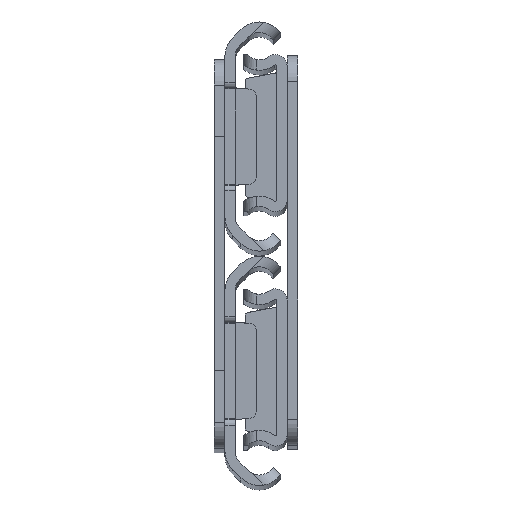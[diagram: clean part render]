
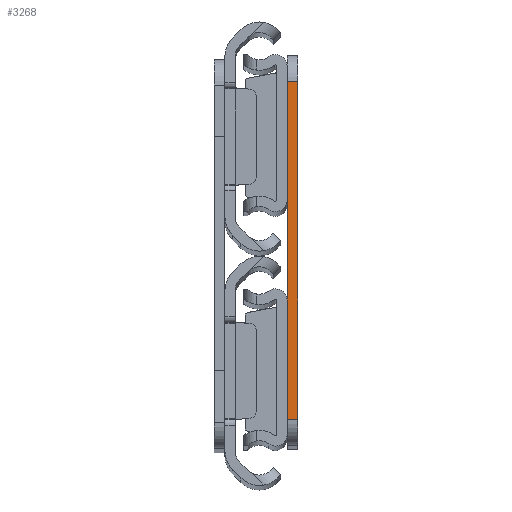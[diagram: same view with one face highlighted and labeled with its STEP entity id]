
A CAD part, top view. The second image highlights one B-rep face of the part: STEP entity #3268.
In plain terms, the highlighted planar face has unit normal (0, 0, 1).
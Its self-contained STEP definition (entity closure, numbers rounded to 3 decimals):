
#295 = LINE ( 'NONE', #6592, #2983 ) ;
#466 = EDGE_CURVE ( 'NONE', #3489, #5540, #4979, .T. ) ;
#595 = EDGE_CURVE ( 'NONE', #6883, #3489, #6914, .T. ) ;
#701 = CARTESIAN_POINT ( 'NONE',  ( -1.6, 0., 0. ) ) ;
#812 = FACE_OUTER_BOUND ( 'NONE', #4209, .T. ) ;
#997 = CARTESIAN_POINT ( 'NONE',  ( -1.6, -26., 0. ) ) ;
#1051 = ORIENTED_EDGE ( 'NONE', *, *, #595, .T. ) ;
#1462 = EDGE_CURVE ( 'NONE', #6700, #5540, #2351, .T. ) ;
#1524 = DIRECTION ( 'NONE',  ( -1., 0., 0. ) ) ;
#1554 = VECTOR ( 'NONE', #5730, 1000. ) ;
#1704 = CARTESIAN_POINT ( 'NONE',  ( -1.6, 26., 0. ) ) ;
#1923 = ORIENTED_EDGE ( 'NONE', *, *, #466, .T. ) ;
#2020 = ORIENTED_EDGE ( 'NONE', *, *, #1462, .F. ) ;
#2153 = VECTOR ( 'NONE', #6899, 1000. ) ;
#2351 = LINE ( 'NONE', #6355, #2153 ) ;
#2401 = DIRECTION ( 'NONE',  ( 0., 0., 1. ) ) ;
#2439 = CARTESIAN_POINT ( 'NONE',  ( -1.6, 0., 0. ) ) ;
#2472 = DIRECTION ( 'NONE',  ( 1., 0., 0. ) ) ;
#2841 = DIRECTION ( 'NONE',  ( 1., 0., 0. ) ) ;
#2983 = VECTOR ( 'NONE', #1524, 1000. ) ;
#3072 = EDGE_CURVE ( 'NONE', #6700, #6883, #295, .T. ) ;
#3268 = ADVANCED_FACE ( 'NONE', ( #812 ), #4142, .T. ) ;
#3489 = VERTEX_POINT ( 'NONE', #997 ) ;
#4142 = PLANE ( 'NONE',  #5475 ) ;
#4209 = EDGE_LOOP ( 'NONE', ( #1051, #1923, #2020, #4765 ) ) ;
#4765 = ORIENTED_EDGE ( 'NONE', *, *, #3072, .T. ) ;
#4916 = CARTESIAN_POINT ( 'NONE',  ( -1.6, -26., 0. ) ) ;
#4979 = LINE ( 'NONE', #4916, #5329 ) ;
#5329 = VECTOR ( 'NONE', #2841, 1000. ) ;
#5475 = AXIS2_PLACEMENT_3D ( 'NONE', #2439, #2401, #2472 ) ;
#5540 = VERTEX_POINT ( 'NONE', #6544 ) ;
#5593 = CARTESIAN_POINT ( 'NONE',  ( 0., 26., 0. ) ) ;
#5730 = DIRECTION ( 'NONE',  ( 0., -1., 0. ) ) ;
#6355 = CARTESIAN_POINT ( 'NONE',  ( 0., 0., 0. ) ) ;
#6544 = CARTESIAN_POINT ( 'NONE',  ( 0., -26., 0. ) ) ;
#6592 = CARTESIAN_POINT ( 'NONE',  ( -1.6, 26., 0. ) ) ;
#6700 = VERTEX_POINT ( 'NONE', #5593 ) ;
#6883 = VERTEX_POINT ( 'NONE', #1704 ) ;
#6899 = DIRECTION ( 'NONE',  ( 0., -1., 0. ) ) ;
#6914 = LINE ( 'NONE', #701, #1554 ) ;
